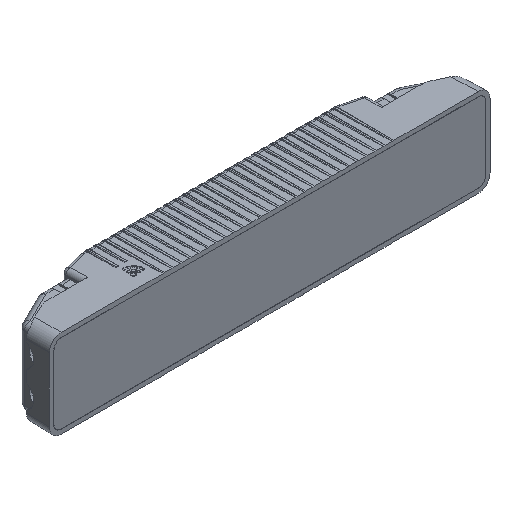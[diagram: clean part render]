
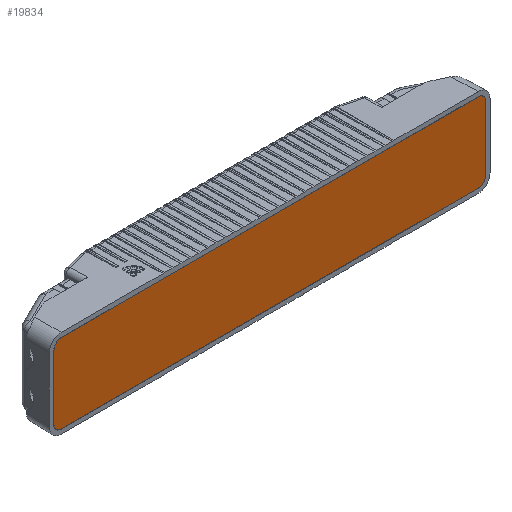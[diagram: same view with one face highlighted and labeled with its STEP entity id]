
A CAD part, isometric view. The second image highlights one B-rep face of the part: STEP entity #19834.
In plain terms, the highlighted planar face has unit normal (0, -1, 0).
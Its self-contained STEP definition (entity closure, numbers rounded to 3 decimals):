
#1 =( BOUNDED_CURVE ( )  B_SPLINE_CURVE ( 3, ( #721, #722, #723, #724 ),
 .UNSPECIFIED., .F., .F. ) 
 B_SPLINE_CURVE_WITH_KNOTS ( ( 4, 4 ),
 ( 5.498, 7.068 ),
 .UNSPECIFIED. ) 
 CURVE ( )  GEOMETRIC_REPRESENTATION_ITEM ( )  RATIONAL_B_SPLINE_CURVE ( ( 1., 0.805, 0.805, 1. ) ) 
 REPRESENTATION_ITEM ( '' )  );
#2 =( BOUNDED_CURVE ( )  B_SPLINE_CURVE ( 3, ( #725, #726, #727, #728 ),
 .UNSPECIFIED., .F., .F. ) 
 B_SPLINE_CURVE_WITH_KNOTS ( ( 4, 4 ),
 ( 5.498, 7.068 ),
 .UNSPECIFIED. ) 
 CURVE ( )  GEOMETRIC_REPRESENTATION_ITEM ( )  RATIONAL_B_SPLINE_CURVE ( ( 1., 0.805, 0.805, 1. ) ) 
 REPRESENTATION_ITEM ( '' )  );
#3 =( BOUNDED_CURVE ( )  B_SPLINE_CURVE ( 3, ( #729, #730, #731, #732 ),
 .UNSPECIFIED., .F., .F. ) 
 B_SPLINE_CURVE_WITH_KNOTS ( ( 4, 4 ),
 ( 5.498, 7.068 ),
 .UNSPECIFIED. ) 
 CURVE ( )  GEOMETRIC_REPRESENTATION_ITEM ( )  RATIONAL_B_SPLINE_CURVE ( ( 1., 0.805, 0.805, 1. ) ) 
 REPRESENTATION_ITEM ( '' )  );
#4 =( BOUNDED_CURVE ( )  B_SPLINE_CURVE ( 3, ( #733, #734, #735, #736 ),
 .UNSPECIFIED., .F., .F. ) 
 B_SPLINE_CURVE_WITH_KNOTS ( ( 4, 4 ),
 ( 5.498, 7.068 ),
 .UNSPECIFIED. ) 
 CURVE ( )  GEOMETRIC_REPRESENTATION_ITEM ( )  RATIONAL_B_SPLINE_CURVE ( ( 1., 0.805, 0.805, 1. ) ) 
 REPRESENTATION_ITEM ( '' )  );
#706 = LINE ( 'NONE', #707, #4350 ) ;
#707 = CARTESIAN_POINT ( 'NONE',  ( -73.45, 0., 13.45 ) ) ;
#708 = DIRECTION ( 'NONE',  ( 0., 0., 1. ) ) ;
#715 = LINE ( 'NONE', #716, #4358 ) ;
#716 = CARTESIAN_POINT ( 'NONE',  ( 73.45, 0., 13.45 ) ) ;
#717 = DIRECTION ( 'NONE',  ( 0., 0., -1. ) ) ;
#721 = CARTESIAN_POINT ( 'NONE',  ( 73.45, 0., 10.95 ) ) ;
#722 = CARTESIAN_POINT ( 'NONE',  ( 73.45, 0., 12.415 ) ) ;
#723 = CARTESIAN_POINT ( 'NONE',  ( 72.415, 0., 13.45 ) ) ;
#724 = CARTESIAN_POINT ( 'NONE',  ( 70.95, 0., 13.45 ) ) ;
#725 = CARTESIAN_POINT ( 'NONE',  ( -70.95, 0., 13.45 ) ) ;
#726 = CARTESIAN_POINT ( 'NONE',  ( -72.415, 0., 13.45 ) ) ;
#727 = CARTESIAN_POINT ( 'NONE',  ( -73.45, 0., 12.415 ) ) ;
#728 = CARTESIAN_POINT ( 'NONE',  ( -73.45, 0., 10.95 ) ) ;
#729 = CARTESIAN_POINT ( 'NONE',  ( -73.45, 0., -10.95 ) ) ;
#730 = CARTESIAN_POINT ( 'NONE',  ( -73.45, 0., -12.415 ) ) ;
#731 = CARTESIAN_POINT ( 'NONE',  ( -72.415, 0., -13.45 ) ) ;
#732 = CARTESIAN_POINT ( 'NONE',  ( -70.95, 0., -13.45 ) ) ;
#733 = CARTESIAN_POINT ( 'NONE',  ( 70.95, 0., -13.45 ) ) ;
#734 = CARTESIAN_POINT ( 'NONE',  ( 72.415, 0., -13.45 ) ) ;
#735 = CARTESIAN_POINT ( 'NONE',  ( 73.45, 0., -12.415 ) ) ;
#736 = CARTESIAN_POINT ( 'NONE',  ( 73.45, 0., -10.95 ) ) ;
#1209 = PLANE ( 'NONE',  #4816 ) ;
#1210 = CARTESIAN_POINT ( 'NONE',  ( 0., 0., 0. ) ) ;
#1211 = DIRECTION ( 'NONE',  ( 0., -1., 0. ) ) ;
#1212 = DIRECTION ( 'NONE',  ( 0., 0., -1. ) ) ;
#4350 = VECTOR ( 'NONE', #708, 1000. ) ;
#4358 = VECTOR ( 'NONE', #717, 1000. ) ;
#4811 = FACE_OUTER_BOUND ( 'NONE', #18282, .T. ) ;
#4816 = AXIS2_PLACEMENT_3D ( 'NONE', #1210, #1211, #1212 ) ;
#16055 = VERTEX_POINT ( 'NONE', #40445 ) ;
#16056 = VERTEX_POINT ( 'NONE', #40446 ) ;
#16067 = VERTEX_POINT ( 'NONE', #40457 ) ;
#16068 = VERTEX_POINT ( 'NONE', #40458 ) ;
#16296 = VERTEX_POINT ( 'NONE', #40686 ) ;
#16297 = VERTEX_POINT ( 'NONE', #40687 ) ;
#16298 = VERTEX_POINT ( 'NONE', #40688 ) ;
#16299 = VERTEX_POINT ( 'NONE', #40689 ) ;
#16960 = EDGE_CURVE ( 'NONE', #16055, #16056, #43186, .T. ) ;
#16973 = EDGE_CURVE ( 'NONE', #16067, #16068, #43226, .T. ) ;
#17340 = EDGE_CURVE ( 'NONE', #16296, #16297, #706, .T. ) ;
#17343 = EDGE_CURVE ( 'NONE', #16298, #16299, #715, .T. ) ;
#17345 = EDGE_CURVE ( 'NONE', #16298, #16056, #1, .T. ) ;
#17346 = EDGE_CURVE ( 'NONE', #16055, #16297, #2, .T. ) ;
#17347 = EDGE_CURVE ( 'NONE', #16296, #16068, #3, .T. ) ;
#17348 = EDGE_CURVE ( 'NONE', #16067, #16299, #4, .T. ) ;
#18282 = EDGE_LOOP ( 'NONE', ( #19236, #19238, #19237, #19239, #19240, #19241, #19242, #19243 ) ) ;
#19236 = ORIENTED_EDGE ( 'NONE', *, *, #17343, .F. ) ;
#19237 = ORIENTED_EDGE ( 'NONE', *, *, #16960, .F. ) ;
#19238 = ORIENTED_EDGE ( 'NONE', *, *, #17345, .T. ) ;
#19239 = ORIENTED_EDGE ( 'NONE', *, *, #17346, .T. ) ;
#19240 = ORIENTED_EDGE ( 'NONE', *, *, #17340, .F. ) ;
#19241 = ORIENTED_EDGE ( 'NONE', *, *, #17347, .T. ) ;
#19242 = ORIENTED_EDGE ( 'NONE', *, *, #16973, .F. ) ;
#19243 = ORIENTED_EDGE ( 'NONE', *, *, #17348, .T. ) ;
#19834 = ADVANCED_FACE ( 'NONE', ( #4811 ), #1209, .T. ) ;
#40445 = CARTESIAN_POINT ( 'NONE',  ( -70.95, 0., 13.45 ) ) ;
#40446 = CARTESIAN_POINT ( 'NONE',  ( 70.95, 0., 13.45 ) ) ;
#40457 = CARTESIAN_POINT ( 'NONE',  ( 70.95, 0., -13.45 ) ) ;
#40458 = CARTESIAN_POINT ( 'NONE',  ( -70.95, 0., -13.45 ) ) ;
#40686 = CARTESIAN_POINT ( 'NONE',  ( -73.45, 0., -10.95 ) ) ;
#40687 = CARTESIAN_POINT ( 'NONE',  ( -73.45, 0., 10.95 ) ) ;
#40688 = CARTESIAN_POINT ( 'NONE',  ( 73.45, 0., 10.95 ) ) ;
#40689 = CARTESIAN_POINT ( 'NONE',  ( 73.45, 0., -10.95 ) ) ;
#41674 = VECTOR ( 'NONE', #43188, 1000. ) ;
#41686 = VECTOR ( 'NONE', #43228, 1000. ) ;
#43186 = LINE ( 'NONE', #43187, #41674 ) ;
#43187 = CARTESIAN_POINT ( 'NONE',  ( -73.45, 0., 13.45 ) ) ;
#43188 = DIRECTION ( 'NONE',  ( 1., 0., 0. ) ) ;
#43226 = LINE ( 'NONE', #43227, #41686 ) ;
#43227 = CARTESIAN_POINT ( 'NONE',  ( -73.45, 0., -13.45 ) ) ;
#43228 = DIRECTION ( 'NONE',  ( -1., 0., 0. ) ) ;
